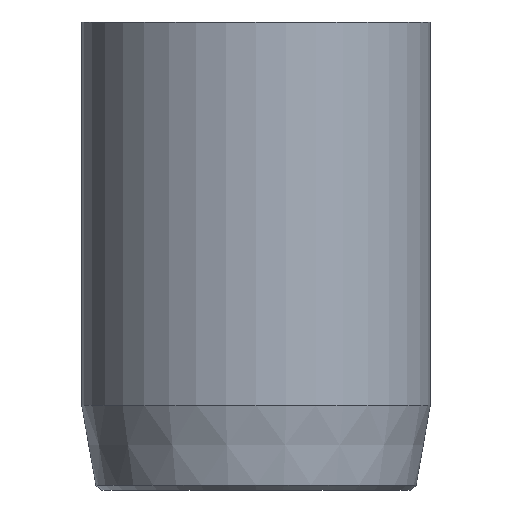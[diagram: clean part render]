
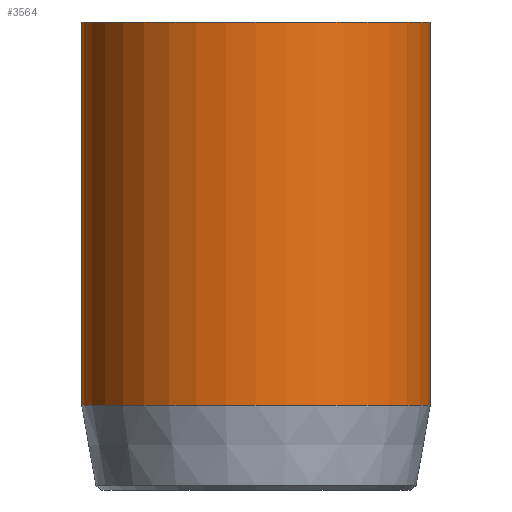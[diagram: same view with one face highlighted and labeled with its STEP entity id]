
A CAD part, front view. The second image highlights one B-rep face of the part: STEP entity #3564.
In plain terms, the highlighted cylindrical face has radius 1.75 mm (diameter 3.5 mm), a full revolution.
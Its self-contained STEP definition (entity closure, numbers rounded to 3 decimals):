
#521=CYLINDRICAL_SURFACE('',#3730,1.75);
#659=FACE_OUTER_BOUND('',#875,.T.);
#875=EDGE_LOOP('',(#3062,#3063,#3064,#3065,#3066));
#1095=LINE('',#6422,#1329);
#1329=VECTOR('',#4012,1.75);
#1419=CIRCLE('',#3716,1.75);
#1424=CIRCLE('',#3728,1.75);
#1425=CIRCLE('',#3729,1.75);
#1676=VERTEX_POINT('',#6397);
#1681=VERTEX_POINT('',#6416);
#1682=VERTEX_POINT('',#6417);
#2155=EDGE_CURVE('',#1676,#1676,#1419,.T.);
#2162=EDGE_CURVE('',#1681,#1682,#1424,.T.);
#2163=EDGE_CURVE('',#1682,#1681,#1425,.T.);
#2165=EDGE_CURVE('',#1676,#1681,#1095,.T.);
#3062=ORIENTED_EDGE('',*,*,#2155,.T.);
#3063=ORIENTED_EDGE('',*,*,#2165,.T.);
#3064=ORIENTED_EDGE('',*,*,#2162,.T.);
#3065=ORIENTED_EDGE('',*,*,#2163,.T.);
#3066=ORIENTED_EDGE('',*,*,#2165,.F.);
#3564=ADVANCED_FACE('',(#659),#521,.T.);
#3716=AXIS2_PLACEMENT_3D('',#6398,#3979,#3980);
#3728=AXIS2_PLACEMENT_3D('',#6418,#4005,#4006);
#3729=AXIS2_PLACEMENT_3D('',#6419,#4007,#4008);
#3730=AXIS2_PLACEMENT_3D('',#6421,#4010,#4011);
#3979=DIRECTION('center_axis',(0.,0.,-1.));
#3980=DIRECTION('ref_axis',(-1.,0.,0.));
#4005=DIRECTION('center_axis',(0.,0.,1.));
#4006=DIRECTION('ref_axis',(-1.,0.,0.));
#4007=DIRECTION('center_axis',(0.,0.,1.));
#4008=DIRECTION('ref_axis',(-1.,0.,0.));
#4010=DIRECTION('center_axis',(0.,0.,1.));
#4011=DIRECTION('ref_axis',(-1.,0.,0.));
#4012=DIRECTION('',(0.,0.,-1.));
#6397=CARTESIAN_POINT('',(1.75,0.,4.7));
#6398=CARTESIAN_POINT('Origin',(0.,0.,4.7));
#6416=CARTESIAN_POINT('',(1.75,0.,0.851));
#6417=CARTESIAN_POINT('',(-1.75,0.,0.851));
#6418=CARTESIAN_POINT('Origin',(0.,0.,0.851));
#6419=CARTESIAN_POINT('Origin',(0.,0.,0.851));
#6421=CARTESIAN_POINT('Origin',(0.,0.,0.));
#6422=CARTESIAN_POINT('',(1.75,0.,0.));
